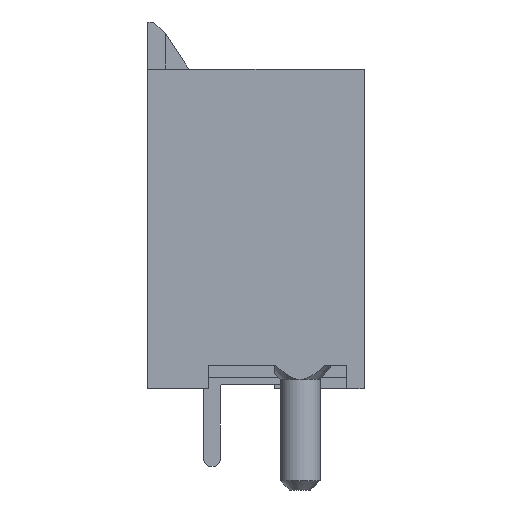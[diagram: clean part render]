
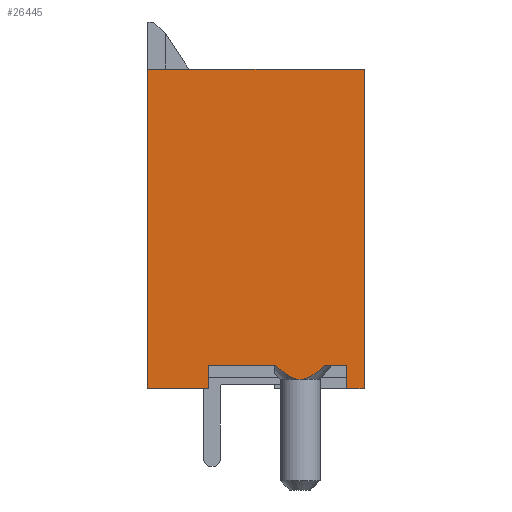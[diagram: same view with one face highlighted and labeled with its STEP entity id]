
A CAD part, left-side view. The second image highlights one B-rep face of the part: STEP entity #26445.
In plain terms, the highlighted planar face has unit normal (-1, 0, 0).
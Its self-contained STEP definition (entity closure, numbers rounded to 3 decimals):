
#26=B_SPLINE_CURVE_WITH_KNOTS('',3,(#36931,#36932,#36933,#36934,#36935,
#36936,#36937,#36938,#36939),.UNSPECIFIED.,.F.,.F.,(4,1,1,1,1,1,4),(0.,
0.25,0.375,0.5,0.625,0.75,1.),.UNSPECIFIED.);
#27=B_SPLINE_CURVE_WITH_KNOTS('',3,(#36941,#36942,#36943,#36944,#36945,
#36946,#36947,#36948,#36949),.UNSPECIFIED.,.F.,.F.,(4,1,1,1,1,1,4),(0.,
0.25,0.375,0.5,0.625,0.75,1.),.UNSPECIFIED.);
#3565=ORIENTED_EDGE('',*,*,#8267,.T.);
#3566=ORIENTED_EDGE('',*,*,#8268,.T.);
#3567=ORIENTED_EDGE('',*,*,#8269,.T.);
#3568=ORIENTED_EDGE('',*,*,#8270,.T.);
#3569=ORIENTED_EDGE('',*,*,#8271,.T.);
#3570=ORIENTED_EDGE('',*,*,#8272,.F.);
#3571=ORIENTED_EDGE('',*,*,#7943,.T.);
#3572=ORIENTED_EDGE('',*,*,#7806,.T.);
#3573=ORIENTED_EDGE('',*,*,#7785,.F.);
#3574=ORIENTED_EDGE('',*,*,#8265,.F.);
#3575=ORIENTED_EDGE('',*,*,#8273,.T.);
#7785=EDGE_CURVE('',#10524,#10525,#12744,.T.);
#7806=EDGE_CURVE('',#10539,#10525,#12761,.T.);
#7943=EDGE_CURVE('',#10629,#10539,#12898,.T.);
#8265=EDGE_CURVE('',#10799,#10524,#13220,.T.);
#8267=EDGE_CURVE('',#10800,#10801,#13222,.T.);
#8268=EDGE_CURVE('',#10801,#10802,#26,.T.);
#8269=EDGE_CURVE('',#10802,#10803,#27,.T.);
#8270=EDGE_CURVE('',#10803,#10804,#13223,.T.);
#8271=EDGE_CURVE('',#10804,#10805,#13224,.T.);
#8272=EDGE_CURVE('',#10629,#10805,#13225,.T.);
#8273=EDGE_CURVE('',#10799,#10800,#13226,.T.);
#10524=VERTEX_POINT('',#35982);
#10525=VERTEX_POINT('',#35984);
#10539=VERTEX_POINT('',#36024);
#10629=VERTEX_POINT('',#36260);
#10799=VERTEX_POINT('',#36924);
#10800=VERTEX_POINT('',#36929);
#10801=VERTEX_POINT('',#36930);
#10802=VERTEX_POINT('',#36940);
#10803=VERTEX_POINT('',#36950);
#10804=VERTEX_POINT('',#36952);
#10805=VERTEX_POINT('',#36954);
#12744=LINE('',#35983,#15264);
#12761=LINE('',#36023,#15281);
#12898=LINE('',#36259,#15418);
#13220=LINE('',#36925,#15740);
#13222=LINE('',#36928,#15742);
#13223=LINE('',#36951,#15743);
#13224=LINE('',#36953,#15744);
#13225=LINE('',#36955,#15745);
#13226=LINE('',#36956,#15746);
#15264=VECTOR('',#29961,1000.);
#15281=VECTOR('',#29996,1000.);
#15418=VECTOR('',#30151,1000.);
#15740=VECTOR('',#30819,1000.);
#15742=VECTOR('',#30823,1000.);
#15743=VECTOR('',#30824,1000.);
#15744=VECTOR('',#30825,1000.);
#15745=VECTOR('',#30826,1000.);
#15746=VECTOR('',#30827,1000.);
#17076=EDGE_LOOP('',(#3565,#3566,#3567,#3568,#3569,#3570,#3571,#3572,#3573,
#3574,#3575));
#18055=FACE_BOUND('',#17076,.T.);
#19010=PLANE('',#27417);
#26445=ADVANCED_FACE('',(#18055),#19010,.F.);
#27417=AXIS2_PLACEMENT_3D('',#36927,#30821,#30822);
#29961=DIRECTION('',(0.,-1.,0.));
#29996=DIRECTION('',(0.,0.,1.));
#30151=DIRECTION('',(0.,-1.,0.));
#30819=DIRECTION('',(0.,0.,1.));
#30821=DIRECTION('',(1.,0.,0.));
#30822=DIRECTION('',(0.,0.,-1.));
#30823=DIRECTION('',(0.,0.,-1.));
#30824=DIRECTION('',(0.,0.,-1.));
#30825=DIRECTION('',(0.,1.,0.));
#30826=DIRECTION('',(0.,0.,1.));
#30827=DIRECTION('',(0.,-1.,0.));
#35982=CARTESIAN_POINT('',(-25.85,13.6,4.6));
#35983=CARTESIAN_POINT('',(-25.85,13.6,4.6));
#35984=CARTESIAN_POINT('',(-25.85,0.,4.6));
#36023=CARTESIAN_POINT('',(-25.85,0.,-4.6));
#36024=CARTESIAN_POINT('',(-25.85,0.,-4.6));
#36259=CARTESIAN_POINT('',(-25.85,13.6,-4.6));
#36260=CARTESIAN_POINT('',(-25.85,13.6,-4.6));
#36924=CARTESIAN_POINT('',(-25.85,13.6,2.));
#36925=CARTESIAN_POINT('',(-25.85,13.6,-4.6));
#36927=CARTESIAN_POINT('',(-25.85,13.6,-4.6));
#36928=CARTESIAN_POINT('',(-25.85,12.6,-0.8));
#36929=CARTESIAN_POINT('',(-25.85,12.6,2.));
#36930=CARTESIAN_POINT('',(-25.85,12.6,-0.826));
#36931=CARTESIAN_POINT('',(-25.85,12.6,-0.826));
#36932=CARTESIAN_POINT('',(-25.85,12.684,-0.916));
#36933=CARTESIAN_POINT('',(-25.85,12.793,-1.04));
#36934=CARTESIAN_POINT('',(-25.85,12.916,-1.197));
#36935=CARTESIAN_POINT('',(-25.85,12.976,-1.277));
#36936=CARTESIAN_POINT('',(-25.85,13.087,-1.457));
#36937=CARTESIAN_POINT('',(-25.85,13.171,-1.648));
#36938=CARTESIAN_POINT('',(-25.85,13.2,-1.788));
#36939=CARTESIAN_POINT('',(-25.85,13.2,-1.875));
#36940=CARTESIAN_POINT('',(-25.85,13.2,-1.875));
#36941=CARTESIAN_POINT('',(-25.85,13.2,-1.875));
#36942=CARTESIAN_POINT('',(-25.85,13.2,-1.96));
#36943=CARTESIAN_POINT('',(-25.85,13.172,-2.098));
#36944=CARTESIAN_POINT('',(-25.85,13.089,-2.288));
#36945=CARTESIAN_POINT('',(-25.85,12.982,-2.464));
#36946=CARTESIAN_POINT('',(-25.85,12.922,-2.546));
#36947=CARTESIAN_POINT('',(-25.85,12.798,-2.705));
#36948=CARTESIAN_POINT('',(-25.85,12.686,-2.831));
#36949=CARTESIAN_POINT('',(-25.85,12.6,-2.924));
#36950=CARTESIAN_POINT('',(-25.85,12.6,-2.924));
#36951=CARTESIAN_POINT('',(-25.85,12.6,-0.8));
#36952=CARTESIAN_POINT('',(-25.85,12.6,-3.85));
#36953=CARTESIAN_POINT('',(-25.85,12.6,-3.85));
#36954=CARTESIAN_POINT('',(-25.85,13.6,-3.85));
#36955=CARTESIAN_POINT('',(-25.85,13.6,-4.6));
#36956=CARTESIAN_POINT('',(-25.85,12.6,2.));
